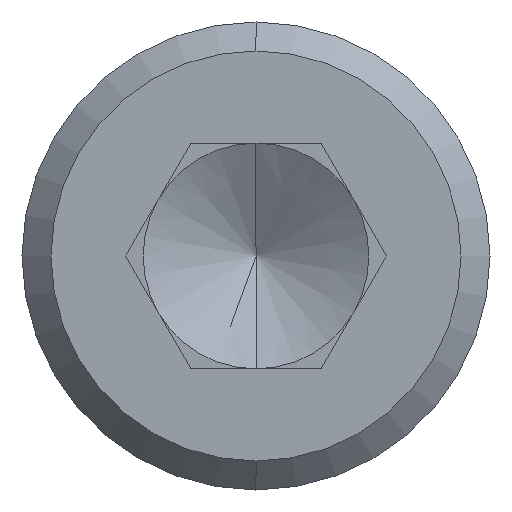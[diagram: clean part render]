
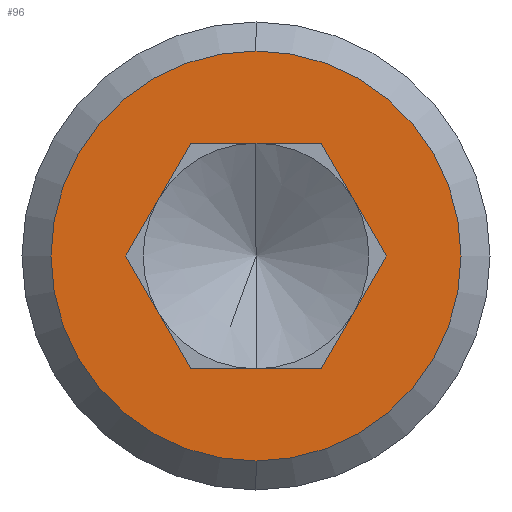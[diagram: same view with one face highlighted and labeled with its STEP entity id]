
A CAD part, left-side view. The second image highlights one B-rep face of the part: STEP entity #96.
In plain terms, the highlighted planar face has unit normal (-1, 0, 0).
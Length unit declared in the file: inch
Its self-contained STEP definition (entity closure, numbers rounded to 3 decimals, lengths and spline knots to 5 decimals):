
#11 = ORIENTED_EDGE ( 'NONE', *, *, #209, .F. ) ;
#27 = DIRECTION ( 'NONE',  ( -1., 0., 0. ) ) ;
#28 = VECTOR ( 'NONE', #637, 39.37008 ) ;
#31 = DIRECTION ( 'NONE',  ( 0., 0., 1. ) ) ;
#34 = VECTOR ( 'NONE', #325, 39.37008 ) ;
#41 = DIRECTION ( 'NONE',  ( -1., 0., 0. ) ) ;
#59 = VERTEX_POINT ( 'NONE', #587 ) ;
#62 = CARTESIAN_POINT ( 'NONE',  ( 0., -0.06293, 0. ) ) ;
#74 = VERTEX_POINT ( 'NONE', #271 ) ;
#92 = PLANE ( 'NONE',  #318 ) ;
#96 = ADVANCED_FACE ( 'NONE', ( #757, #400 ), #92, .T. ) ;
#97 = LINE ( 'NONE', #541, #430 ) ;
#103 = DIRECTION ( 'NONE',  ( -1., 0., 0. ) ) ;
#123 = CARTESIAN_POINT ( 'NONE',  ( 0., -0.03147, 0.0545 ) ) ;
#124 = EDGE_CURVE ( 'NONE', #168, #59, #203, .T. ) ;
#144 = CIRCLE ( 'NONE', #705, 0.099 ) ;
#157 = CARTESIAN_POINT ( 'NONE',  ( 0., 0.03147, -0.0545 ) ) ;
#165 = VERTEX_POINT ( 'NONE', #714 ) ;
#166 = CARTESIAN_POINT ( 'NONE',  ( 0., 0., 0. ) ) ;
#168 = VERTEX_POINT ( 'NONE', #716 ) ;
#169 = EDGE_CURVE ( 'NONE', #510, #372, #371, .T. ) ;
#195 = CIRCLE ( 'NONE', #756, 0.099 ) ;
#199 = EDGE_CURVE ( 'NONE', #74, #644, #144, .T. ) ;
#203 = LINE ( 'NONE', #157, #34 ) ;
#209 = EDGE_CURVE ( 'NONE', #510, #557, #97, .T. ) ;
#221 = ORIENTED_EDGE ( 'NONE', *, *, #676, .T. ) ;
#271 = CARTESIAN_POINT ( 'NONE',  ( 0., 0., 0.099 ) ) ;
#304 = EDGE_CURVE ( 'NONE', #644, #74, #195, .T. ) ;
#308 = CARTESIAN_POINT ( 'NONE',  ( 0., 0.06293, 0. ) ) ;
#318 = AXIS2_PLACEMENT_3D ( 'NONE', #399, #27, #31 ) ;
#325 = DIRECTION ( 'NONE',  ( 0., -1., 0. ) ) ;
#335 = DIRECTION ( 'NONE',  ( 0., 0., 1. ) ) ;
#349 = ORIENTED_EDGE ( 'NONE', *, *, #124, .F. ) ;
#371 = LINE ( 'NONE', #524, #472 ) ;
#372 = VERTEX_POINT ( 'NONE', #62 ) ;
#380 = VECTOR ( 'NONE', #669, 39.37008 ) ;
#397 = LINE ( 'NONE', #308, #380 ) ;
#399 = CARTESIAN_POINT ( 'NONE',  ( 0., 0., 0. ) ) ;
#400 = FACE_OUTER_BOUND ( 'NONE', #466, .T. ) ;
#407 = DIRECTION ( 'NONE',  ( 0., 1., 0. ) ) ;
#429 = EDGE_CURVE ( 'NONE', #165, #168, #397, .T. ) ;
#430 = VECTOR ( 'NONE', #407, 39.37008 ) ;
#466 = EDGE_LOOP ( 'NONE', ( #755, #630 ) ) ;
#472 = VECTOR ( 'NONE', #592, 39.37008 ) ;
#483 = ORIENTED_EDGE ( 'NONE', *, *, #620, .T. ) ;
#510 = VERTEX_POINT ( 'NONE', #123 ) ;
#521 = EDGE_LOOP ( 'NONE', ( #221, #11, #603, #483, #349, #793 ) ) ;
#524 = CARTESIAN_POINT ( 'NONE',  ( 0., -0.03147, 0.0545 ) ) ;
#530 = CARTESIAN_POINT ( 'NONE',  ( 0., 0., 0. ) ) ;
#541 = CARTESIAN_POINT ( 'NONE',  ( 0., -0.03147, 0.0545 ) ) ;
#557 = VERTEX_POINT ( 'NONE', #627 ) ;
#565 = DIRECTION ( 'NONE',  ( 0., 0.5, -0.866 ) ) ;
#573 = VECTOR ( 'NONE', #565, 39.37008 ) ;
#587 = CARTESIAN_POINT ( 'NONE',  ( 0., -0.03147, -0.0545 ) ) ;
#592 = DIRECTION ( 'NONE',  ( 0., -0.5, -0.866 ) ) ;
#597 = DIRECTION ( 'NONE',  ( 0., 0., 1. ) ) ;
#603 = ORIENTED_EDGE ( 'NONE', *, *, #169, .T. ) ;
#620 = EDGE_CURVE ( 'NONE', #372, #59, #794, .T. ) ;
#627 = CARTESIAN_POINT ( 'NONE',  ( 0., 0.03147, 0.0545 ) ) ;
#630 = ORIENTED_EDGE ( 'NONE', *, *, #199, .T. ) ;
#637 = DIRECTION ( 'NONE',  ( 0., -0.5, 0.866 ) ) ;
#644 = VERTEX_POINT ( 'NONE', #760 ) ;
#669 = DIRECTION ( 'NONE',  ( 0., -0.5, -0.866 ) ) ;
#676 = EDGE_CURVE ( 'NONE', #165, #557, #776, .T. ) ;
#699 = CARTESIAN_POINT ( 'NONE',  ( 0., 0.06293, 0. ) ) ;
#705 = AXIS2_PLACEMENT_3D ( 'NONE', #166, #41, #335 ) ;
#714 = CARTESIAN_POINT ( 'NONE',  ( 0., 0.06293, 0. ) ) ;
#716 = CARTESIAN_POINT ( 'NONE',  ( 0., 0.03147, -0.0545 ) ) ;
#754 = CARTESIAN_POINT ( 'NONE',  ( 0., -0.06293, 0. ) ) ;
#755 = ORIENTED_EDGE ( 'NONE', *, *, #304, .T. ) ;
#756 = AXIS2_PLACEMENT_3D ( 'NONE', #530, #103, #597 ) ;
#757 = FACE_BOUND ( 'NONE', #521, .T. ) ;
#760 = CARTESIAN_POINT ( 'NONE',  ( 0., 0., -0.099 ) ) ;
#776 = LINE ( 'NONE', #699, #28 ) ;
#793 = ORIENTED_EDGE ( 'NONE', *, *, #429, .F. ) ;
#794 = LINE ( 'NONE', #754, #573 ) ;
